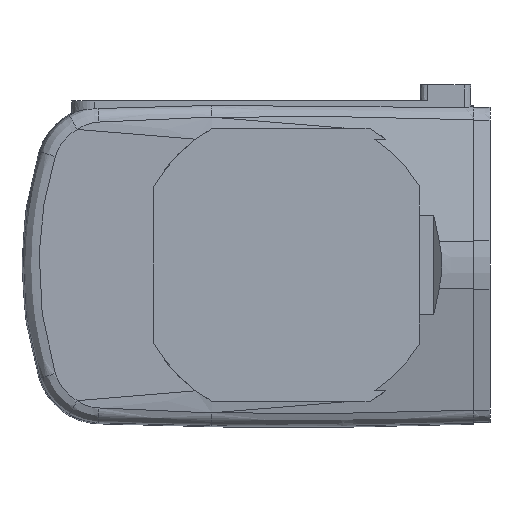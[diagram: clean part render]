
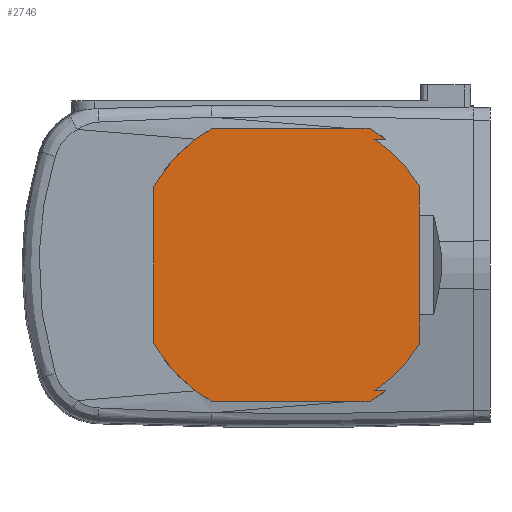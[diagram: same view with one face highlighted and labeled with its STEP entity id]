
A CAD part, front view. The second image highlights one B-rep face of the part: STEP entity #2746.
In plain terms, the highlighted free-form (B-spline) face has degree [1, 1] with [2, 2] control points.
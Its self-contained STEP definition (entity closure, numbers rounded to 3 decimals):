
#9 = EDGE_CURVE ( 'NONE', #4707, #214, #2358, .T. ) ;
#32 = VERTEX_POINT ( 'NONE', #4253 ) ;
#214 = VERTEX_POINT ( 'NONE', #3305 ) ;
#222 = VERTEX_POINT ( 'NONE', #4264 ) ;
#249 = AXIS2_PLACEMENT_3D ( 'NONE', #5399, #4055, #5438 ) ;
#334 = EDGE_CURVE ( 'NONE', #3130, #32, #1789, .T. ) ;
#486 = CARTESIAN_POINT ( 'NONE',  ( -27.5, -42.5, -24.387 ) ) ;
#525 = VERTEX_POINT ( 'NONE', #2239 ) ;
#533 = CARTESIAN_POINT ( 'NONE',  ( -27.5, 24.387, -42.5 ) ) ;
#573 = EDGE_CURVE ( 'NONE', #2003, #525, #3265, .T. ) ;
#700 = DIRECTION ( 'NONE',  ( 0., 0., -1. ) ) ;
#758 = VERTEX_POINT ( 'NONE', #1047 ) ;
#774 = CARTESIAN_POINT ( 'NONE',  ( -27.5, -42.5, 40. ) ) ;
#829 = CARTESIAN_POINT ( 'NONE',  ( -27.5, 42.5, 40. ) ) ;
#1031 = DIRECTION ( 'NONE',  ( 0., -0.525, 0.851 ) ) ;
#1047 = CARTESIAN_POINT ( 'NONE',  ( -27.5, -24.387, -42.5 ) ) ;
#1092 = ORIENTED_EDGE ( 'NONE', *, *, #9, .T. ) ;
#1163 = CARTESIAN_POINT ( 'NONE',  ( -27.5, 0., 0. ) ) ;
#1202 = CARTESIAN_POINT ( 'NONE',  ( -27.5, -39.164, 29.448 ) ) ;
#1224 = EDGE_LOOP ( 'NONE', ( #3115, #3914, #3898, #4985, #5256, #2181, #3372, #2639, #1509, #3547, #1092, #2229 ) ) ;
#1235 = VECTOR ( 'NONE', #2319, 1000. ) ;
#1313 = EDGE_CURVE ( 'NONE', #758, #2694, #5777, .T. ) ;
#1509 = ORIENTED_EDGE ( 'NONE', *, *, #2416, .T. ) ;
#1525 = LINE ( 'NONE', #3761, #3491 ) ;
#1543 = EDGE_CURVE ( 'NONE', #3697, #2287, #3464, .T. ) ;
#1685 = LINE ( 'NONE', #486, #3791 ) ;
#1763 = CARTESIAN_POINT ( 'NONE',  ( -27.5, 0., 0. ) ) ;
#1765 = CARTESIAN_POINT ( 'NONE',  ( -27.5, 42.5, -24.387 ) ) ;
#1773 = DIRECTION ( 'NONE',  ( 0., 0.833, 0.553 ) ) ;
#1789 = CIRCLE ( 'NONE', #2769, 47. ) ;
#1845 = EDGE_CURVE ( 'NONE', #32, #222, #2418, .T. ) ;
#1889 = CIRCLE ( 'NONE', #3486, 49. ) ;
#1979 = AXIS2_PLACEMENT_3D ( 'NONE', #1763, #4848, #2212 ) ;
#2003 = VERTEX_POINT ( 'NONE', #5228 ) ;
#2063 = CARTESIAN_POINT ( 'NONE',  ( -27.5, 24.387, -42.5 ) ) ;
#2155 = LINE ( 'NONE', #533, #1235 ) ;
#2181 = ORIENTED_EDGE ( 'NONE', *, *, #1543, .T. ) ;
#2212 = DIRECTION ( 'NONE',  ( 0., 0.867, -0.498 ) ) ;
#2224 = CARTESIAN_POINT ( 'NONE',  ( -27.5, 42.5, -42.5 ) ) ;
#2229 = ORIENTED_EDGE ( 'NONE', *, *, #4856, .F. ) ;
#2239 = CARTESIAN_POINT ( 'NONE',  ( -27.5, 42.5, 24.387 ) ) ;
#2287 = VERTEX_POINT ( 'NONE', #2063 ) ;
#2309 = VECTOR ( 'NONE', #700, 1000. ) ;
#2319 = DIRECTION ( 'NONE',  ( 0., -1., 0. ) ) ;
#2328 = DIRECTION ( 'NONE',  ( -1., 0., 0. ) ) ;
#2358 = LINE ( 'NONE', #1202, #3196 ) ;
#2371 = DIRECTION ( 'NONE',  ( 0., -0.867, 0.498 ) ) ;
#2399 = DIRECTION ( 'NONE',  ( 1., 0., 0. ) ) ;
#2416 = EDGE_CURVE ( 'NONE', #2694, #5564, #1685, .T. ) ;
#2418 = LINE ( 'NONE', #3793, #3116 ) ;
#2523 = DIRECTION ( 'NONE',  ( 0., -0.498, -0.867 ) ) ;
#2618 = CARTESIAN_POINT ( 'NONE',  ( -27.5, 0., 0. ) ) ;
#2639 = ORIENTED_EDGE ( 'NONE', *, *, #1313, .T. ) ;
#2694 = VERTEX_POINT ( 'NONE', #5739 ) ;
#2746 = ADVANCED_FACE ( 'NONE', ( #3928 ), #4857, .F. ) ;
#2760 = CARTESIAN_POINT ( 'NONE',  ( -27.5, 0., 0. ) ) ;
#2769 = AXIS2_PLACEMENT_3D ( 'NONE', #2618, #3102, #1773 ) ;
#2873 = DIRECTION ( 'NONE',  ( 0., -1., 0. ) ) ;
#2966 = DIRECTION ( 'NONE',  ( -1., 0., 0. ) ) ;
#3046 = EDGE_CURVE ( 'NONE', #525, #3697, #5091, .T. ) ;
#3102 = DIRECTION ( 'NONE',  ( 1., 0., 0. ) ) ;
#3115 = ORIENTED_EDGE ( 'NONE', *, *, #1845, .F. ) ;
#3116 = VECTOR ( 'NONE', #2873, 1000. ) ;
#3130 = VERTEX_POINT ( 'NONE', #4854 ) ;
#3196 = VECTOR ( 'NONE', #3885, 1000. ) ;
#3262 = DIRECTION ( 'NONE',  ( 0., 0., -1. ) ) ;
#3265 = CIRCLE ( 'NONE', #249, 49. ) ;
#3305 = CARTESIAN_POINT ( 'NONE',  ( -27.5, -39.164, 25.984 ) ) ;
#3372 = ORIENTED_EDGE ( 'NONE', *, *, #4667, .T. ) ;
#3464 = CIRCLE ( 'NONE', #1979, 49. ) ;
#3473 = AXIS2_PLACEMENT_3D ( 'NONE', #1163, #2966, #2523 ) ;
#3486 = AXIS2_PLACEMENT_3D ( 'NONE', #2760, #2328, #2371 ) ;
#3491 = VECTOR ( 'NONE', #3262, 1000. ) ;
#3498 = CARTESIAN_POINT ( 'NONE',  ( -27.5, -42.5, -42.5 ) ) ;
#3547 = ORIENTED_EDGE ( 'NONE', *, *, #3810, .T. ) ;
#3639 = DIRECTION ( 'NONE',  ( 0., 0., 1. ) ) ;
#3697 = VERTEX_POINT ( 'NONE', #1765 ) ;
#3761 = CARTESIAN_POINT ( 'NONE',  ( -27.5, 39.164, 29.448 ) ) ;
#3779 = CIRCLE ( 'NONE', #4226, 47. ) ;
#3791 = VECTOR ( 'NONE', #3639, 1000. ) ;
#3793 = CARTESIAN_POINT ( 'NONE',  ( -27.5, 24.678, 40. ) ) ;
#3810 = EDGE_CURVE ( 'NONE', #5564, #4707, #1889, .T. ) ;
#3885 = DIRECTION ( 'NONE',  ( 0., 0., -1. ) ) ;
#3898 = ORIENTED_EDGE ( 'NONE', *, *, #4779, .F. ) ;
#3914 = ORIENTED_EDGE ( 'NONE', *, *, #334, .F. ) ;
#3928 = FACE_OUTER_BOUND ( 'NONE', #1224, .T. ) ;
#4055 = DIRECTION ( 'NONE',  ( -1., 0., 0. ) ) ;
#4118 = CARTESIAN_POINT ( 'NONE',  ( -27.5, 0., 0. ) ) ;
#4226 = AXIS2_PLACEMENT_3D ( 'NONE', #4118, #2399, #1031 ) ;
#4253 = CARTESIAN_POINT ( 'NONE',  ( -27.5, 24.678, 40. ) ) ;
#4264 = CARTESIAN_POINT ( 'NONE',  ( -27.5, -24.678, 40. ) ) ;
#4667 = EDGE_CURVE ( 'NONE', #2287, #758, #2155, .T. ) ;
#4707 = VERTEX_POINT ( 'NONE', #5407 ) ;
#4779 = EDGE_CURVE ( 'NONE', #2003, #3130, #1525, .T. ) ;
#4848 = DIRECTION ( 'NONE',  ( -1., 0., 0. ) ) ;
#4854 = CARTESIAN_POINT ( 'NONE',  ( -27.5, 39.164, 25.984 ) ) ;
#4856 = EDGE_CURVE ( 'NONE', #222, #214, #3779, .T. ) ;
#4857 = B_SPLINE_SURFACE_WITH_KNOTS ( 'NONE', 1, 1, ( 
 ( #774, #829 ),
 ( #3498, #2224 ) ),
 .UNSPECIFIED., .F., .F., .F.,
 ( 2, 2 ),
 ( 2, 2 ),
 ( -40., 42.5 ),
 ( -42.5, 42.5 ),
 .UNSPECIFIED. ) ;
#4985 = ORIENTED_EDGE ( 'NONE', *, *, #573, .T. ) ;
#5091 = LINE ( 'NONE', #5233, #2309 ) ;
#5228 = CARTESIAN_POINT ( 'NONE',  ( -27.5, 39.164, 29.448 ) ) ;
#5233 = CARTESIAN_POINT ( 'NONE',  ( -27.5, 42.5, 24.387 ) ) ;
#5256 = ORIENTED_EDGE ( 'NONE', *, *, #3046, .T. ) ;
#5399 = CARTESIAN_POINT ( 'NONE',  ( -27.5, 0., 0. ) ) ;
#5407 = CARTESIAN_POINT ( 'NONE',  ( -27.5, -39.164, 29.448 ) ) ;
#5438 = DIRECTION ( 'NONE',  ( 0., 0.799, 0.601 ) ) ;
#5546 = CARTESIAN_POINT ( 'NONE',  ( -27.5, -42.5, 24.387 ) ) ;
#5564 = VERTEX_POINT ( 'NONE', #5546 ) ;
#5739 = CARTESIAN_POINT ( 'NONE',  ( -27.5, -42.5, -24.387 ) ) ;
#5777 = CIRCLE ( 'NONE', #3473, 49. ) ;
